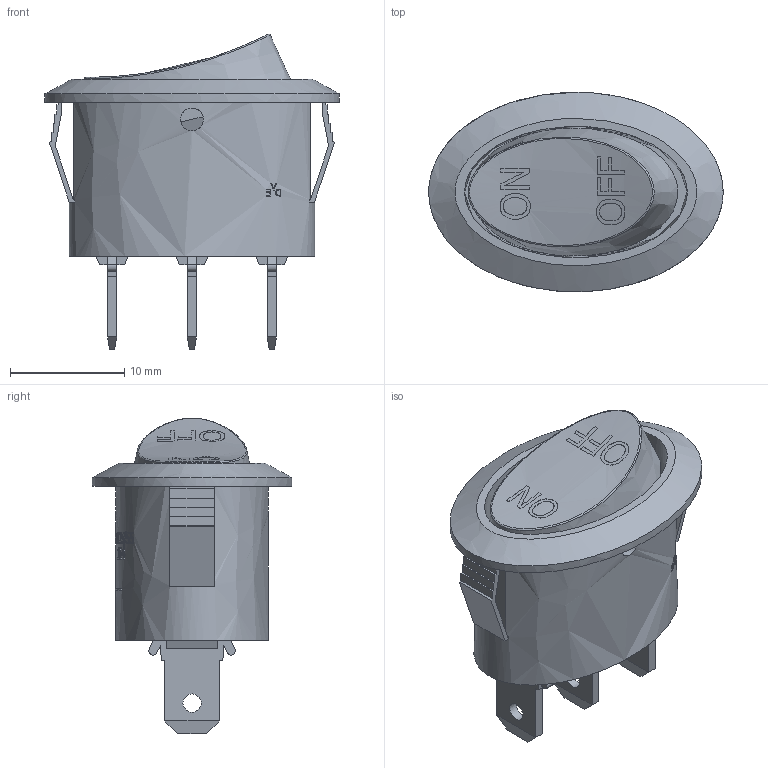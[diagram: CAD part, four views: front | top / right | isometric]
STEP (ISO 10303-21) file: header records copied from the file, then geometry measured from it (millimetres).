
FILE_DESCRIPTION(/* description */ (''),/* implementation_level */ '2;1');
FILE_NAME(/* name */ 'RE111Cxxx3.stp',/* time_stamp */ '2026-01-24T03:09:01-06:00',/* author */ ('jmeyers'),/* organization */ (''),/* preprocessor_version */ 'ST-DEVELOPER v18.1',/* originating_system */ 'Autodesk Inventor 2022',/* authorisation */ '');
FILE_SCHEMA (('AUTOMOTIVE_DESIGN { 1 0 10303 214 3 1 1 }'));
Products named in the file (1): Part10
Bounding box: 25.79 x 17.49 x 27.67 mm (x, y, z)
Volume: 1951.9 mm3; surface area: 3271.6 mm2
Topology: 1 solids, 1 shells, 1056 faces, 2884 edges, 1918 vertices
Faces by surface type: plane 616, bspline 413, cylinder 27
Full cylindrical faces by diameter (mm): 1.6 x3, 2 x4
Entity records: 42006 total; most frequent: CARTESIAN_POINT 18289, ORIENTED_EDGE 5768, DIRECTION 3406, EDGE_CURVE 2884, VERTEX_POINT 1918, LINE 1416, VECTOR 1416, EDGE_LOOP 1156
